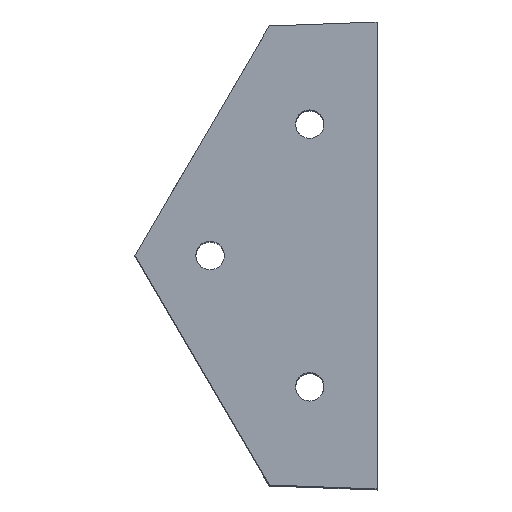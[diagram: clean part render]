
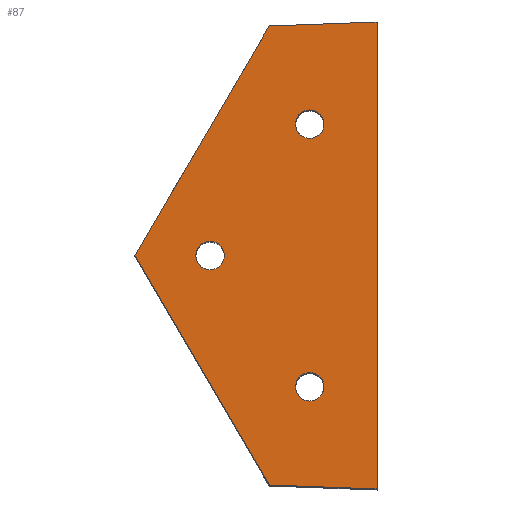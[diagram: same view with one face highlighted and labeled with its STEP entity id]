
A CAD part, top view. The second image highlights one B-rep face of the part: STEP entity #87.
In plain terms, the highlighted planar face has unit normal (0, 0, 1).
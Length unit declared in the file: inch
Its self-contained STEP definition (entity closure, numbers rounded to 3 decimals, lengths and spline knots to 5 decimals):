
#15 = VERTEX_POINT ( 'NONE', #74 ) ;
#18 = EDGE_LOOP ( 'NONE', ( #725, #528 ) ) ;
#42 = EDGE_CURVE ( 'NONE', #613, #1124, #343, .T. ) ;
#55 = VERTEX_POINT ( 'NONE', #123 ) ;
#60 = ORIENTED_EDGE ( 'NONE', *, *, #170, .T. ) ;
#63 = CIRCLE ( 'NONE', #373, 0.05 ) ;
#74 = CARTESIAN_POINT ( 'NONE',  ( -9.32058, 3.86609, 2.08 ) ) ;
#87 = ADVANCED_FACE ( 'NONE', ( #912, #942, #538, #576 ), #131, .T. ) ;
#94 = VERTEX_POINT ( 'NONE', #148 ) ;
#96 = CIRCLE ( 'NONE', #566, 0.05 ) ;
#100 = ORIENTED_EDGE ( 'NONE', *, *, #1162, .T. ) ;
#104 = CARTESIAN_POINT ( 'NONE',  ( -8.92058, 3.40478, 2.08 ) ) ;
#107 = DIRECTION ( 'NONE',  ( 0., 0., 1. ) ) ;
#109 = DIRECTION ( 'NONE',  ( 1., 0., 0. ) ) ;
#115 = CARTESIAN_POINT ( 'NONE',  ( 0., 0., 2.08 ) ) ;
#123 = CARTESIAN_POINT ( 'NONE',  ( -9.06299, 4.67215, 2.08 ) ) ;
#131 = PLANE ( 'NONE',  #1143 ) ;
#138 = VERTEX_POINT ( 'NONE', #192 ) ;
#142 = DIRECTION ( 'NONE',  ( 0., 0., 1. ) ) ;
#144 = DIRECTION ( 'NONE',  ( 1., 0., 0. ) ) ;
#148 = CARTESIAN_POINT ( 'NONE',  ( -9.06299, 3.06004, 2.08 ) ) ;
#165 = ORIENTED_EDGE ( 'NONE', *, *, #42, .F. ) ;
#170 = EDGE_CURVE ( 'NONE', #94, #138, #1041, .T. ) ;
#182 = LINE ( 'NONE', #940, #966 ) ;
#192 = CARTESIAN_POINT ( 'NONE',  ( -8.6844, 3.04606, 2.08 ) ) ;
#203 = CIRCLE ( 'NONE', #249, 0.05 ) ;
#249 = AXIS2_PLACEMENT_3D ( 'NONE', #963, #921, #924 ) ;
#276 = CARTESIAN_POINT ( 'NONE',  ( -9.06299, 3.06004, 2.08 ) ) ;
#301 = ORIENTED_EDGE ( 'NONE', *, *, #1123, .T. ) ;
#323 = DIRECTION ( 'NONE',  ( 0.999, -0.037, 0. ) ) ;
#330 = VECTOR ( 'NONE', #756, 39.37008 ) ;
#343 = CIRCLE ( 'NONE', #1089, 0.05 ) ;
#373 = AXIS2_PLACEMENT_3D ( 'NONE', #871, #818, #819 ) ;
#437 = VECTOR ( 'NONE', #846, 39.37008 ) ;
#439 = AXIS2_PLACEMENT_3D ( 'NONE', #758, #759, #761 ) ;
#445 = CIRCLE ( 'NONE', #439, 0.05 ) ;
#457 = ORIENTED_EDGE ( 'NONE', *, *, #1056, .F. ) ;
#482 = ORIENTED_EDGE ( 'NONE', *, *, #936, .T. ) ;
#505 = EDGE_LOOP ( 'NONE', ( #482, #964, #100, #60, #301 ) ) ;
#521 = CIRCLE ( 'NONE', #525, 0.05 ) ;
#525 = AXIS2_PLACEMENT_3D ( 'NONE', #744, #746, #747 ) ;
#528 = ORIENTED_EDGE ( 'NONE', *, *, #984, .F. ) ;
#538 = FACE_BOUND ( 'NONE', #1007, .T. ) ;
#546 = ORIENTED_EDGE ( 'NONE', *, *, #1152, .F. ) ;
#554 = CARTESIAN_POINT ( 'NONE',  ( -8.97058, 3.40478, 2.08 ) ) ;
#566 = AXIS2_PLACEMENT_3D ( 'NONE', #674, #675, #677 ) ;
#576 = FACE_OUTER_BOUND ( 'NONE', #505, .T. ) ;
#595 = LINE ( 'NONE', #765, #330 ) ;
#613 = VERTEX_POINT ( 'NONE', #554 ) ;
#650 = ORIENTED_EDGE ( 'NONE', *, *, #1078, .F. ) ;
#668 = VERTEX_POINT ( 'NONE', #1086 ) ;
#673 = VERTEX_POINT ( 'NONE', #1092 ) ;
#674 = CARTESIAN_POINT ( 'NONE',  ( -8.92058, 4.3274, 2.08 ) ) ;
#675 = DIRECTION ( 'NONE',  ( 0., 0., 1. ) ) ;
#677 = DIRECTION ( 'NONE',  ( 1., 0., 0. ) ) ;
#698 = VERTEX_POINT ( 'NONE', #1107 ) ;
#718 = VERTEX_POINT ( 'NONE', #1117 ) ;
#725 = ORIENTED_EDGE ( 'NONE', *, *, #1114, .F. ) ;
#731 = VERTEX_POINT ( 'NONE', #1109 ) ;
#738 = VECTOR ( 'NONE', #323, 39.37008 ) ;
#744 = CARTESIAN_POINT ( 'NONE',  ( -9.27058, 3.86609, 2.08 ) ) ;
#746 = DIRECTION ( 'NONE',  ( 0., 0., 1. ) ) ;
#747 = DIRECTION ( 'NONE',  ( 1., 0., 0. ) ) ;
#752 = EDGE_LOOP ( 'NONE', ( #650, #165 ) ) ;
#756 = DIRECTION ( 'NONE',  ( -0.505, -0.863, 0. ) ) ;
#758 = CARTESIAN_POINT ( 'NONE',  ( -8.92058, 3.40478, 2.08 ) ) ;
#759 = DIRECTION ( 'NONE',  ( 0., 0., 1. ) ) ;
#761 = DIRECTION ( 'NONE',  ( 1., 0., 0. ) ) ;
#765 = CARTESIAN_POINT ( 'NONE',  ( -9.06299, 4.67215, 2.08 ) ) ;
#810 = CARTESIAN_POINT ( 'NONE',  ( -8.87058, 3.40478, 2.08 ) ) ;
#818 = DIRECTION ( 'NONE',  ( 0., 0., 1. ) ) ;
#819 = DIRECTION ( 'NONE',  ( 1., 0., 0. ) ) ;
#840 = CARTESIAN_POINT ( 'NONE',  ( -8.6844, 4.68612, 2.08 ) ) ;
#846 = DIRECTION ( 'NONE',  ( 0., 1., 0. ) ) ;
#863 = LINE ( 'NONE', #1008, #906 ) ;
#871 = CARTESIAN_POINT ( 'NONE',  ( -8.92058, 4.3274, 2.08 ) ) ;
#906 = VECTOR ( 'NONE', #1168, 39.37008 ) ;
#912 = FACE_BOUND ( 'NONE', #752, .T. ) ;
#921 = DIRECTION ( 'NONE',  ( 0., 0., 1. ) ) ;
#924 = DIRECTION ( 'NONE',  ( 1., 0., 0. ) ) ;
#930 = LINE ( 'NONE', #840, #437 ) ;
#936 = EDGE_CURVE ( 'NONE', #718, #55, #863, .T. ) ;
#940 = CARTESIAN_POINT ( 'NONE',  ( -9.5344, 3.86609, 2.08 ) ) ;
#941 = DIRECTION ( 'NONE',  ( 0.505, -0.863, 0. ) ) ;
#942 = FACE_BOUND ( 'NONE', #18, .T. ) ;
#963 = CARTESIAN_POINT ( 'NONE',  ( -9.27058, 3.86609, 2.08 ) ) ;
#964 = ORIENTED_EDGE ( 'NONE', *, *, #1085, .T. ) ;
#966 = VECTOR ( 'NONE', #941, 39.37008 ) ;
#984 = EDGE_CURVE ( 'NONE', #698, #668, #96, .T. ) ;
#1007 = EDGE_LOOP ( 'NONE', ( #457, #546 ) ) ;
#1008 = CARTESIAN_POINT ( 'NONE',  ( -8.6844, 4.68612, 2.08 ) ) ;
#1041 = LINE ( 'NONE', #276, #738 ) ;
#1056 = EDGE_CURVE ( 'NONE', #673, #15, #521, .T. ) ;
#1078 = EDGE_CURVE ( 'NONE', #1124, #613, #445, .T. ) ;
#1085 = EDGE_CURVE ( 'NONE', #55, #731, #595, .T. ) ;
#1086 = CARTESIAN_POINT ( 'NONE',  ( -8.87058, 4.3274, 2.08 ) ) ;
#1089 = AXIS2_PLACEMENT_3D ( 'NONE', #104, #107, #109 ) ;
#1092 = CARTESIAN_POINT ( 'NONE',  ( -9.22058, 3.86609, 2.08 ) ) ;
#1107 = CARTESIAN_POINT ( 'NONE',  ( -8.97058, 4.3274, 2.08 ) ) ;
#1109 = CARTESIAN_POINT ( 'NONE',  ( -9.5344, 3.86609, 2.08 ) ) ;
#1114 = EDGE_CURVE ( 'NONE', #668, #698, #63, .T. ) ;
#1117 = CARTESIAN_POINT ( 'NONE',  ( -8.6844, 4.68612, 2.08 ) ) ;
#1123 = EDGE_CURVE ( 'NONE', #138, #718, #930, .T. ) ;
#1124 = VERTEX_POINT ( 'NONE', #810 ) ;
#1143 = AXIS2_PLACEMENT_3D ( 'NONE', #115, #142, #144 ) ;
#1152 = EDGE_CURVE ( 'NONE', #15, #673, #203, .T. ) ;
#1162 = EDGE_CURVE ( 'NONE', #731, #94, #182, .T. ) ;
#1168 = DIRECTION ( 'NONE',  ( -0.999, -0.037, 0. ) ) ;
